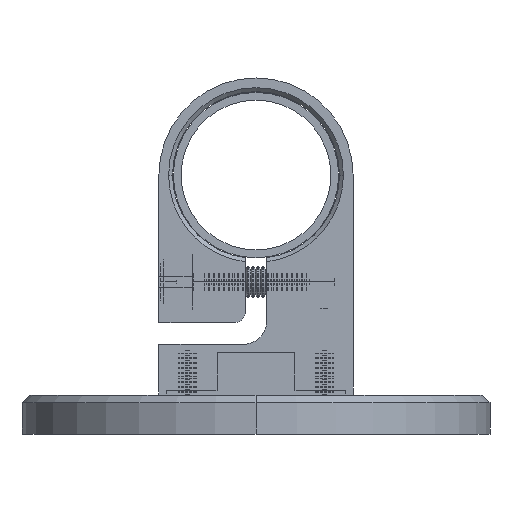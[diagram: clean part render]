
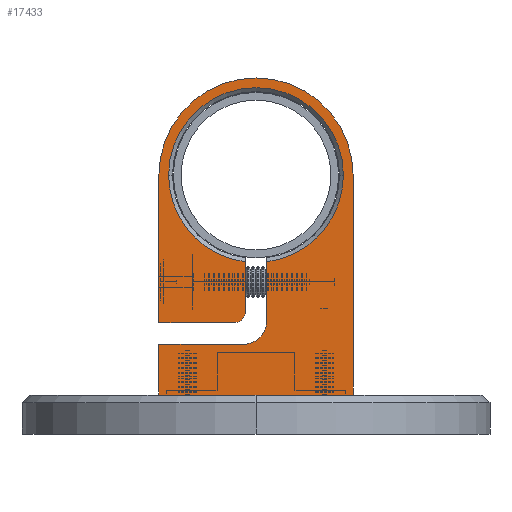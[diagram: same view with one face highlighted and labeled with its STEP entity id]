
A CAD part, front view. The second image highlights one B-rep face of the part: STEP entity #17433.
In plain terms, the highlighted face is planar.
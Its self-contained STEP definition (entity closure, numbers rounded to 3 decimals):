
#108 = EDGE_CURVE ( 'NONE', #2708, #21756, #22040, .T. ) ;
#346 = PLANE ( 'NONE',  #4684 ) ;
#421 = EDGE_CURVE ( 'NONE', #25306, #12085, #21444, .T. ) ;
#545 = VECTOR ( 'NONE', #10750, 1000. ) ;
#609 = CIRCLE ( 'NONE', #20209, 3. ) ;
#900 = CARTESIAN_POINT ( 'NONE',  ( 8., 13., 24.9 ) ) ;
#902 = VERTEX_POINT ( 'NONE', #23871 ) ;
#1032 = CARTESIAN_POINT ( 'NONE',  ( 8., 34.169, 2.75 ) ) ;
#1323 = ORIENTED_EDGE ( 'NONE', *, *, #18506, .F. ) ;
#1436 = ORIENTED_EDGE ( 'NONE', *, *, #8513, .F. ) ;
#1549 = VECTOR ( 'NONE', #22391, 1000. ) ;
#1810 = DIRECTION ( 'NONE',  ( 0., 1., 0. ) ) ;
#1949 = VERTEX_POINT ( 'NONE', #24262 ) ;
#2089 = CARTESIAN_POINT ( 'NONE',  ( 8., 56.4, 22.4 ) ) ;
#2393 = ORIENTED_EDGE ( 'NONE', *, *, #11058, .F. ) ;
#2545 = CIRCLE ( 'NONE', #18450, 22.4 ) ;
#2708 = VERTEX_POINT ( 'NONE', #2089 ) ;
#2814 = DIRECTION ( 'NONE',  ( 0., -1., 0. ) ) ;
#2951 = ORIENTED_EDGE ( 'NONE', *, *, #3363, .F. ) ;
#3147 = EDGE_CURVE ( 'NONE', #1949, #10378, #20813, .T. ) ;
#3150 = CARTESIAN_POINT ( 'NONE',  ( 8., 56.4, 24.9 ) ) ;
#3337 = DIRECTION ( 'NONE',  ( 1., 0., 0. ) ) ;
#3363 = EDGE_CURVE ( 'NONE', #9995, #23712, #609, .T. ) ;
#4048 = DIRECTION ( 'NONE',  ( 0., 0., -1. ) ) ;
#4251 = VERTEX_POINT ( 'NONE', #11203 ) ;
#4465 = CARTESIAN_POINT ( 'NONE',  ( 8., 35.177, 2.75 ) ) ;
#4519 = DIRECTION ( 'NONE',  ( -1., 0., 0. ) ) ;
#4684 = AXIS2_PLACEMENT_3D ( 'NONE', #13483, #14000, #18037 ) ;
#5057 = DIRECTION ( 'NONE',  ( 0., 0., 1. ) ) ;
#5595 = DIRECTION ( 'NONE',  ( 0., 0., -1. ) ) ;
#5650 = EDGE_CURVE ( 'NONE', #10378, #11764, #16711, .T. ) ;
#5847 = FACE_OUTER_BOUND ( 'NONE', #11114, .T. ) ;
#6009 = CARTESIAN_POINT ( 'NONE',  ( 8., 56.4, 0. ) ) ;
#6141 = AXIS2_PLACEMENT_3D ( 'NONE', #6009, #19920, #23706 ) ;
#6526 = ORIENTED_EDGE ( 'NONE', *, *, #108, .T. ) ;
#6575 = LINE ( 'NONE', #17435, #10792 ) ;
#7366 = DIRECTION ( 'NONE',  ( -1., 0., 0. ) ) ;
#7808 = CARTESIAN_POINT ( 'NONE',  ( 8., 18.5, 24.9 ) ) ;
#8267 = EDGE_CURVE ( 'NONE', #20595, #902, #14934, .T. ) ;
#8309 = DIRECTION ( 'NONE',  ( 0., -1., 0. ) ) ;
#8513 = EDGE_CURVE ( 'NONE', #14195, #9995, #20136, .T. ) ;
#8668 = DIRECTION ( 'NONE',  ( 0., 1., 0. ) ) ;
#8838 = VECTOR ( 'NONE', #4048, 1000. ) ;
#9264 = DIRECTION ( 'NONE',  ( -1., 0., 0. ) ) ;
#9995 = VERTEX_POINT ( 'NONE', #24475 ) ;
#10326 = CARTESIAN_POINT ( 'NONE',  ( 8., 56.4, 24.9 ) ) ;
#10378 = VERTEX_POINT ( 'NONE', #17609 ) ;
#10384 = DIRECTION ( 'NONE',  ( 0., 0., 1. ) ) ;
#10582 = EDGE_CURVE ( 'NONE', #902, #1949, #6575, .T. ) ;
#10673 = DIRECTION ( 'NONE',  ( 0., 0., -1. ) ) ;
#10750 = DIRECTION ( 'NONE',  ( 0., -1., 0. ) ) ;
#10792 = VECTOR ( 'NONE', #1810, 1000. ) ;
#11058 = EDGE_CURVE ( 'NONE', #20375, #25306, #22371, .T. ) ;
#11114 = EDGE_LOOP ( 'NONE', ( #1436, #22159, #6526, #13435, #23424, #23583, #2393, #16285, #23164, #21383, #11835, #15870, #1323, #2951 ) ) ;
#11203 = CARTESIAN_POINT ( 'NONE',  ( 8., 34.169, -2.75 ) ) ;
#11764 = VERTEX_POINT ( 'NONE', #7808 ) ;
#11835 = ORIENTED_EDGE ( 'NONE', *, *, #3147, .T. ) ;
#11904 = CARTESIAN_POINT ( 'NONE',  ( 8., 13., 3.25 ) ) ;
#12085 = VERTEX_POINT ( 'NONE', #15661 ) ;
#12381 = LINE ( 'NONE', #12740, #23803 ) ;
#12740 = CARTESIAN_POINT ( 'NONE',  ( 8., 19., -2.75 ) ) ;
#12753 = CARTESIAN_POINT ( 'NONE',  ( 8., 13., 24.9 ) ) ;
#12903 = LINE ( 'NONE', #3150, #23688 ) ;
#13045 = CARTESIAN_POINT ( 'NONE',  ( 8., 19., 3.25 ) ) ;
#13262 = CARTESIAN_POINT ( 'NONE',  ( 8., 56.4, 0. ) ) ;
#13435 = ORIENTED_EDGE ( 'NONE', *, *, #22739, .T. ) ;
#13483 = CARTESIAN_POINT ( 'NONE',  ( 8., 56.4, 0. ) ) ;
#13863 = AXIS2_PLACEMENT_3D ( 'NONE', #13262, #9264, #10673 ) ;
#14000 = DIRECTION ( 'NONE',  ( 1., 0., 0. ) ) ;
#14195 = VERTEX_POINT ( 'NONE', #1032 ) ;
#14229 = CARTESIAN_POINT ( 'NONE',  ( 8., 21.5, 5.75 ) ) ;
#14521 = CARTESIAN_POINT ( 'NONE',  ( 8., 18.5, 5.75 ) ) ;
#14793 = CARTESIAN_POINT ( 'NONE',  ( 8., 56.4, -22.4 ) ) ;
#14842 = DIRECTION ( 'NONE',  ( 0., 0., -1. ) ) ;
#14934 = LINE ( 'NONE', #21520, #8838 ) ;
#14987 = EDGE_CURVE ( 'NONE', #14195, #2708, #23526, .T. ) ;
#15661 = CARTESIAN_POINT ( 'NONE',  ( 8., 19., -2.75 ) ) ;
#15860 = AXIS2_PLACEMENT_3D ( 'NONE', #13045, #3337, #14842 ) ;
#15870 = ORIENTED_EDGE ( 'NONE', *, *, #5650, .T. ) ;
#16285 = ORIENTED_EDGE ( 'NONE', *, *, #22475, .T. ) ;
#16711 = LINE ( 'NONE', #10326, #18884 ) ;
#17433 = ADVANCED_FACE ( 'NONE', ( #5847 ), #346, .T. ) ;
#17435 = CARTESIAN_POINT ( 'NONE',  ( 8., 0., -24.9 ) ) ;
#17609 = CARTESIAN_POINT ( 'NONE',  ( 8., 56.4, 24.9 ) ) ;
#17965 = LINE ( 'NONE', #14521, #22269 ) ;
#18037 = DIRECTION ( 'NONE',  ( 0., 0., -1. ) ) ;
#18450 = AXIS2_PLACEMENT_3D ( 'NONE', #19058, #7366, #21053 ) ;
#18506 = EDGE_CURVE ( 'NONE', #23712, #11764, #17965, .T. ) ;
#18884 = VECTOR ( 'NONE', #8309, 1000. ) ;
#19052 = EDGE_CURVE ( 'NONE', #12085, #4251, #12381, .T. ) ;
#19058 = CARTESIAN_POINT ( 'NONE',  ( 8., 56.4, 0. ) ) ;
#19184 = CARTESIAN_POINT ( 'NONE',  ( 8., 56.4, 0. ) ) ;
#19920 = DIRECTION ( 'NONE',  ( 1., 0., 0. ) ) ;
#20136 = LINE ( 'NONE', #4465, #545 ) ;
#20209 = AXIS2_PLACEMENT_3D ( 'NONE', #14229, #4519, #10384 ) ;
#20375 = VERTEX_POINT ( 'NONE', #12753 ) ;
#20595 = VERTEX_POINT ( 'NONE', #21637 ) ;
#20813 = CIRCLE ( 'NONE', #6141, 24.9 ) ;
#21053 = DIRECTION ( 'NONE',  ( 0., 0., -1. ) ) ;
#21383 = ORIENTED_EDGE ( 'NONE', *, *, #10582, .T. ) ;
#21444 = CIRCLE ( 'NONE', #15860, 6. ) ;
#21520 = CARTESIAN_POINT ( 'NONE',  ( 8., 0., 24.9 ) ) ;
#21637 = CARTESIAN_POINT ( 'NONE',  ( 8., 0., 24.9 ) ) ;
#21756 = VERTEX_POINT ( 'NONE', #14793 ) ;
#22040 = CIRCLE ( 'NONE', #13863, 22.4 ) ;
#22079 = CARTESIAN_POINT ( 'NONE',  ( 8., 18.5, 5.75 ) ) ;
#22159 = ORIENTED_EDGE ( 'NONE', *, *, #14987, .T. ) ;
#22269 = VECTOR ( 'NONE', #5057, 1000. ) ;
#22371 = LINE ( 'NONE', #900, #1549 ) ;
#22391 = DIRECTION ( 'NONE',  ( 0., 0., -1. ) ) ;
#22475 = EDGE_CURVE ( 'NONE', #20375, #20595, #12903, .T. ) ;
#22739 = EDGE_CURVE ( 'NONE', #21756, #4251, #2545, .T. ) ;
#23164 = ORIENTED_EDGE ( 'NONE', *, *, #8267, .T. ) ;
#23424 = ORIENTED_EDGE ( 'NONE', *, *, #19052, .F. ) ;
#23526 = CIRCLE ( 'NONE', #25028, 22.4 ) ;
#23583 = ORIENTED_EDGE ( 'NONE', *, *, #421, .F. ) ;
#23688 = VECTOR ( 'NONE', #2814, 1000. ) ;
#23706 = DIRECTION ( 'NONE',  ( 0., 0., -1. ) ) ;
#23712 = VERTEX_POINT ( 'NONE', #22079 ) ;
#23803 = VECTOR ( 'NONE', #8668, 1000. ) ;
#23871 = CARTESIAN_POINT ( 'NONE',  ( 8., 0., -24.9 ) ) ;
#24262 = CARTESIAN_POINT ( 'NONE',  ( 8., 56.4, -24.9 ) ) ;
#24475 = CARTESIAN_POINT ( 'NONE',  ( 8., 21.5, 2.75 ) ) ;
#25028 = AXIS2_PLACEMENT_3D ( 'NONE', #19184, #25134, #5595 ) ;
#25134 = DIRECTION ( 'NONE',  ( -1., 0., 0. ) ) ;
#25306 = VERTEX_POINT ( 'NONE', #11904 ) ;
